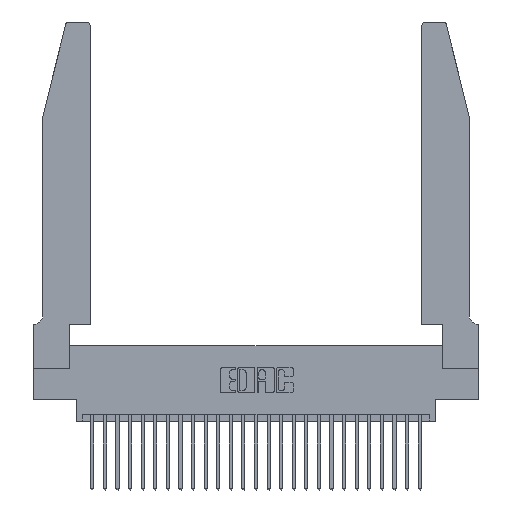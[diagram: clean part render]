
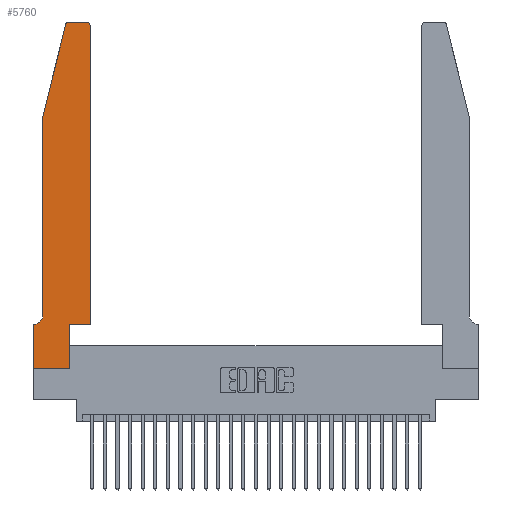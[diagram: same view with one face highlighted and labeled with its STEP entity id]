
A CAD part, top view. The second image highlights one B-rep face of the part: STEP entity #5760.
In plain terms, the highlighted planar face has unit normal (0, 0, 1).
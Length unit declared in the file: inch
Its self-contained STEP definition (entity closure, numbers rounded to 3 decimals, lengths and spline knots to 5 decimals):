
#45 = DIRECTION ( 'NONE',  ( 0., 0., -1. ) ) ;
#270 = VERTEX_POINT ( 'NONE', #448 ) ;
#448 = CARTESIAN_POINT ( 'NONE',  ( 0.284, 2.75, 0.37 ) ) ;
#563 = AXIS2_PLACEMENT_3D ( 'NONE', #16337, #3377, #18544 ) ;
#894 = VERTEX_POINT ( 'NONE', #10196 ) ;
#1166 = LINE ( 'NONE', #25125, #1860 ) ;
#1279 = VECTOR ( 'NONE', #13735, 39.37008 ) ;
#1707 = CARTESIAN_POINT ( 'NONE',  ( 0.0055, 0.35, 0.37 ) ) ;
#1838 = LINE ( 'NONE', #18801, #23616 ) ;
#1852 = EDGE_CURVE ( 'NONE', #24840, #2387, #17051, .T. ) ;
#1860 = VECTOR ( 'NONE', #12237, 39.37008 ) ;
#2116 = LINE ( 'NONE', #2432, #24566 ) ;
#2305 = VERTEX_POINT ( 'NONE', #1707 ) ;
#2387 = VERTEX_POINT ( 'NONE', #15013 ) ;
#2432 = CARTESIAN_POINT ( 'NONE',  ( 0.2605, 2.75, 0.37 ) ) ;
#2636 = ORIENTED_EDGE ( 'NONE', *, *, #24420, .T. ) ;
#2664 = LINE ( 'NONE', #24558, #1279 ) ;
#2671 = EDGE_LOOP ( 'NONE', ( #9156, #27716, #18262, #25400, #21015, #10181, #17929, #2636, #14219, #26418, #9855, #23404 ) ) ;
#2974 = DIRECTION ( 'NONE',  ( 1., 0., 0. ) ) ;
#3091 = CARTESIAN_POINT ( 'NONE',  ( 0.2865, 0.35, 0.37 ) ) ;
#3377 = DIRECTION ( 'NONE',  ( 0., 0., 1. ) ) ;
#4490 = CARTESIAN_POINT ( 'NONE',  ( 0.4505, 0.35, 0.37 ) ) ;
#4726 = DIRECTION ( 'NONE',  ( -1., 0., 0. ) ) ;
#5239 = DIRECTION ( 'NONE',  ( -1., 0., 0. ) ) ;
#5760 = ADVANCED_FACE ( 'NONE', ( #8680 ), #13807, .T. ) ;
#5762 = AXIS2_PLACEMENT_3D ( 'NONE', #7350, #15951, #2974 ) ;
#6187 = CARTESIAN_POINT ( 'NONE',  ( 0.0755, 2., 0.37 ) ) ;
#6275 = CARTESIAN_POINT ( 'NONE',  ( 0.25487, 2.72718, 0.37 ) ) ;
#6725 = EDGE_CURVE ( 'NONE', #16764, #894, #26510, .T. ) ;
#7350 = CARTESIAN_POINT ( 'NONE',  ( 0., 0.35, 0.37 ) ) ;
#7515 = VECTOR ( 'NONE', #5239, 39.37008 ) ;
#7534 = DIRECTION ( 'NONE',  ( 0., -1., 0. ) ) ;
#7715 = CIRCLE ( 'NONE', #18975, 0.07 ) ;
#7909 = DIRECTION ( 'NONE',  ( 0., 0., 1. ) ) ;
#8084 = DIRECTION ( 'NONE',  ( 0., 1., 0. ) ) ;
#8103 = AXIS2_PLACEMENT_3D ( 'NONE', #20844, #7909, #23027 ) ;
#8187 = CARTESIAN_POINT ( 'NONE',  ( 0.4205, 2.75, 0.37 ) ) ;
#8352 = DIRECTION ( 'NONE',  ( -0.239, -0.971, 0. ) ) ;
#8680 = FACE_OUTER_BOUND ( 'NONE', #2671, .T. ) ;
#8878 = VERTEX_POINT ( 'NONE', #16794 ) ;
#9156 = ORIENTED_EDGE ( 'NONE', *, *, #14478, .T. ) ;
#9833 = EDGE_CURVE ( 'NONE', #14500, #21239, #21666, .T. ) ;
#9855 = ORIENTED_EDGE ( 'NONE', *, *, #19467, .T. ) ;
#10181 = ORIENTED_EDGE ( 'NONE', *, *, #21653, .T. ) ;
#10196 = CARTESIAN_POINT ( 'NONE',  ( 0.0755, 2., 0.37 ) ) ;
#11062 = EDGE_CURVE ( 'NONE', #894, #8878, #2664, .T. ) ;
#11232 = CARTESIAN_POINT ( 'NONE',  ( 0., 0.35, 0.37 ) ) ;
#11322 = VECTOR ( 'NONE', #23987, 39.37008 ) ;
#12021 = CARTESIAN_POINT ( 'NONE',  ( 0.2865, 0., 0.37 ) ) ;
#12237 = DIRECTION ( 'NONE',  ( 1., 0., 0. ) ) ;
#13158 = CARTESIAN_POINT ( 'NONE',  ( 0.0055, 0.42, 0.37 ) ) ;
#13735 = DIRECTION ( 'NONE',  ( 0., -1., 0. ) ) ;
#13807 = PLANE ( 'NONE',  #5762 ) ;
#13960 = VECTOR ( 'NONE', #14067, 39.37008 ) ;
#14067 = DIRECTION ( 'NONE',  ( 0., 1., 0. ) ) ;
#14219 = ORIENTED_EDGE ( 'NONE', *, *, #23759, .T. ) ;
#14478 = EDGE_CURVE ( 'NONE', #17961, #270, #2116, .T. ) ;
#14500 = VERTEX_POINT ( 'NONE', #11232 ) ;
#15013 = CARTESIAN_POINT ( 'NONE',  ( 0.4505, 0.35, 0.37 ) ) ;
#15285 = DIRECTION ( 'NONE',  ( -1., 0., 0. ) ) ;
#15453 = VERTEX_POINT ( 'NONE', #12021 ) ;
#15548 = CARTESIAN_POINT ( 'NONE',  ( 0., 0., 0.37 ) ) ;
#15940 = EDGE_CURVE ( 'NONE', #270, #16764, #22854, .T. ) ;
#15951 = DIRECTION ( 'NONE',  ( 0., 0., 1. ) ) ;
#16337 = CARTESIAN_POINT ( 'NONE',  ( 0.284, 2.72, 0.37 ) ) ;
#16764 = VERTEX_POINT ( 'NONE', #6275 ) ;
#16794 = CARTESIAN_POINT ( 'NONE',  ( 0.0755, 0.42, 0.37 ) ) ;
#17051 = LINE ( 'NONE', #4490, #11322 ) ;
#17929 = ORIENTED_EDGE ( 'NONE', *, *, #9833, .T. ) ;
#17961 = VERTEX_POINT ( 'NONE', #8187 ) ;
#18262 = ORIENTED_EDGE ( 'NONE', *, *, #6725, .T. ) ;
#18544 = DIRECTION ( 'NONE',  ( 1., 0., 0. ) ) ;
#18697 = VERTEX_POINT ( 'NONE', #19409 ) ;
#18801 = CARTESIAN_POINT ( 'NONE',  ( 0.2865, 0.35, 0.37 ) ) ;
#18967 = LINE ( 'NONE', #24625, #7515 ) ;
#18975 = AXIS2_PLACEMENT_3D ( 'NONE', #13158, #45, #15285 ) ;
#19409 = CARTESIAN_POINT ( 'NONE',  ( 0.4505, 2.72, 0.37 ) ) ;
#19467 = EDGE_CURVE ( 'NONE', #2387, #18697, #19729, .T. ) ;
#19729 = LINE ( 'NONE', #27021, #13960 ) ;
#20783 = VECTOR ( 'NONE', #8352, 39.37008 ) ;
#20844 = CARTESIAN_POINT ( 'NONE',  ( 0.4205, 2.72, 0.37 ) ) ;
#20915 = EDGE_CURVE ( 'NONE', #18697, #17961, #25120, .T. ) ;
#21015 = ORIENTED_EDGE ( 'NONE', *, *, #25245, .T. ) ;
#21239 = VERTEX_POINT ( 'NONE', #15548 ) ;
#21653 = EDGE_CURVE ( 'NONE', #2305, #14500, #18967, .T. ) ;
#21666 = LINE ( 'NONE', #24630, #26049 ) ;
#22854 = CIRCLE ( 'NONE', #563, 0.03 ) ;
#23027 = DIRECTION ( 'NONE',  ( 1., 0., 0. ) ) ;
#23404 = ORIENTED_EDGE ( 'NONE', *, *, #20915, .T. ) ;
#23616 = VECTOR ( 'NONE', #8084, 39.37008 ) ;
#23759 = EDGE_CURVE ( 'NONE', #15453, #24840, #1838, .T. ) ;
#23987 = DIRECTION ( 'NONE',  ( 1., 0., 0. ) ) ;
#24420 = EDGE_CURVE ( 'NONE', #21239, #15453, #1166, .T. ) ;
#24558 = CARTESIAN_POINT ( 'NONE',  ( 0.0755, 2., 0.37 ) ) ;
#24566 = VECTOR ( 'NONE', #4726, 39.37008 ) ;
#24625 = CARTESIAN_POINT ( 'NONE',  ( 0.0755, 0.35, 0.37 ) ) ;
#24630 = CARTESIAN_POINT ( 'NONE',  ( 0., 0., 0.37 ) ) ;
#24840 = VERTEX_POINT ( 'NONE', #3091 ) ;
#25120 = CIRCLE ( 'NONE', #8103, 0.03 ) ;
#25125 = CARTESIAN_POINT ( 'NONE',  ( 0., 0., 0.37 ) ) ;
#25245 = EDGE_CURVE ( 'NONE', #8878, #2305, #7715, .T. ) ;
#25400 = ORIENTED_EDGE ( 'NONE', *, *, #11062, .T. ) ;
#26049 = VECTOR ( 'NONE', #7534, 39.37008 ) ;
#26418 = ORIENTED_EDGE ( 'NONE', *, *, #1852, .T. ) ;
#26510 = LINE ( 'NONE', #6187, #20783 ) ;
#27021 = CARTESIAN_POINT ( 'NONE',  ( 0.4505, 0.35, 0.37 ) ) ;
#27716 = ORIENTED_EDGE ( 'NONE', *, *, #15940, .T. ) ;
